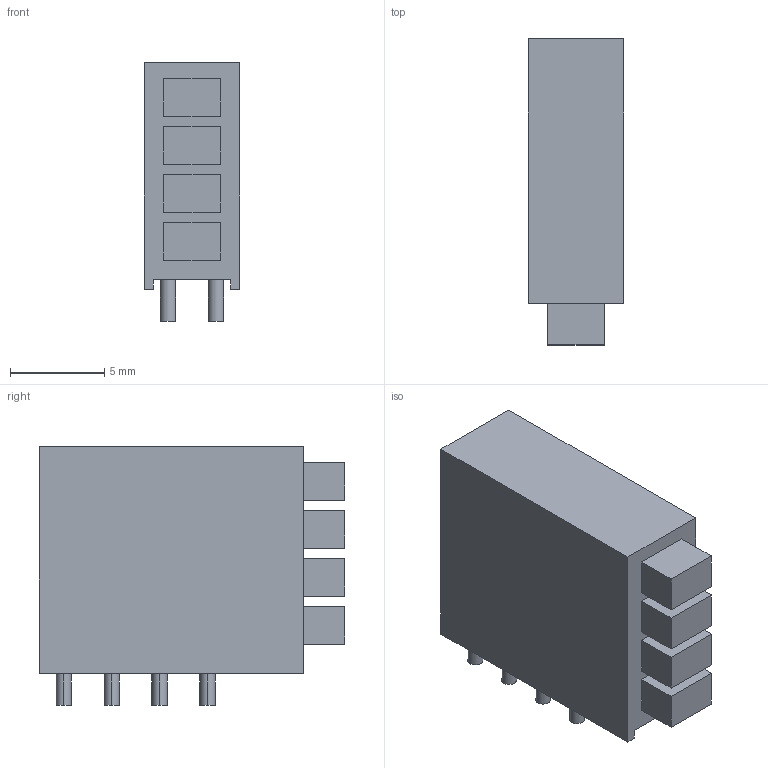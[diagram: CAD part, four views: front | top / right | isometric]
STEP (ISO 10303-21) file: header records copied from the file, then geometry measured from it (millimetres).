
FILE_DESCRIPTION (( 'STEP AP214' ), '1' );
FILE_NAME ('kingbright_WP914CK_4GDT.STEP', '2012-04-05T00:16:08', ( 'JFDuval' ), ( '' ), 'SwSTEP 2.0', 'SolidWorks 2010', '' );
FILE_SCHEMA (( 'AUTOMOTIVE_DESIGN' ));
Length unit declared in the file: millimetre
Products named in the file (1): kingbright_WP914CK_4GDT
Bounding box: 5.08 x 16.2 x 13.7 mm (x, y, z)
Volume: 886.5 mm3; surface area: 742.3 mm2
Topology: 1 solids, 1 shells, 54 faces, 120 edges, 80 vertices
Faces by surface type: plane 38, cylinder 16
Entity records: 2124 total; most frequent: DIRECTION 262, CARTESIAN_POINT 255, ORIENTED_EDGE 240, EDGE_CURVE 120, VECTOR 88, LINE 88, AXIS2_PLACEMENT_3D 87, VERTEX_POINT 80
